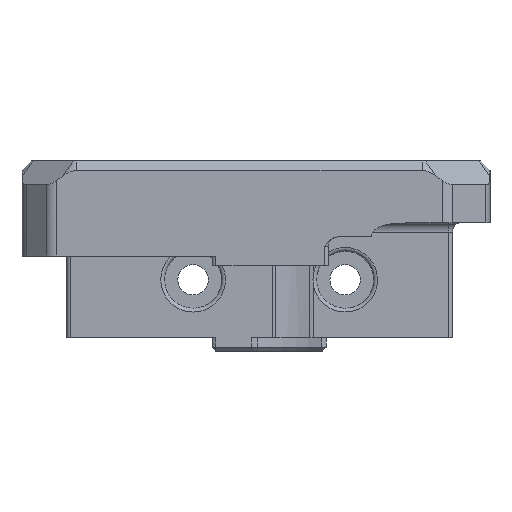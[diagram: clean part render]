
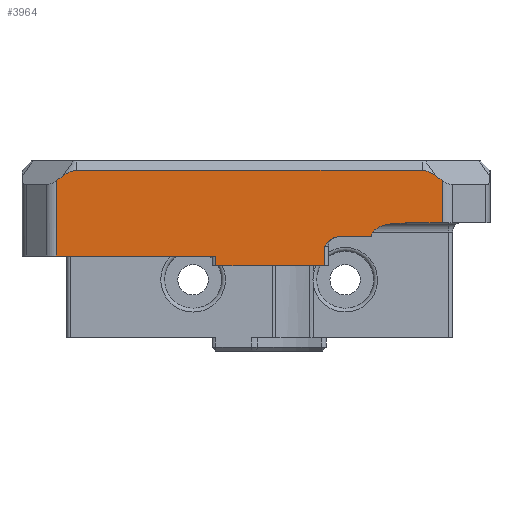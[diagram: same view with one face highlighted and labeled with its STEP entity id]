
A CAD part, left-side view. The second image highlights one B-rep face of the part: STEP entity #3964.
In plain terms, the highlighted planar face has unit normal (-1, 0, 0).
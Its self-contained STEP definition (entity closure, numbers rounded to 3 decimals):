
#66=(
BOUNDED_CURVE()
B_SPLINE_CURVE(2,(#6101,#6102,#6103),.UNSPECIFIED.,.F.,.F.)
B_SPLINE_CURVE_WITH_KNOTS((3,3),(0.956,1.312),
 .UNSPECIFIED.)
CURVE()
GEOMETRIC_REPRESENTATION_ITEM()
RATIONAL_B_SPLINE_CURVE((1.,1.273,1.342))
REPRESENTATION_ITEM('')
);
#67=(
BOUNDED_CURVE()
B_SPLINE_CURVE(2,(#6107,#6108,#6109),.UNSPECIFIED.,.F.,.F.)
B_SPLINE_CURVE_WITH_KNOTS((3,3),(2.231,2.797),
 .UNSPECIFIED.)
CURVE()
GEOMETRIC_REPRESENTATION_ITEM()
RATIONAL_B_SPLINE_CURVE((1.,1.367,1.548))
REPRESENTATION_ITEM('')
);
#99=PLANE('',#4237);
#211=B_SPLINE_CURVE_WITH_KNOTS('',3,(#6084,#6085,#6086,#6087,#6088,#6089,
#6090,#6091,#6092,#6093,#6094,#6095),.UNSPECIFIED.,.F.,.F.,(4,2,2,2,2,4),
(1.07,1.27,1.47,1.553,1.581,
1.606),.UNSPECIFIED.);
#212=B_SPLINE_CURVE_WITH_KNOTS('',3,(#6122,#6123,#6124,#6125,#6126,#6127,
#6128,#6129),.UNSPECIFIED.,.F.,.F.,(4,2,2,4),(-0.166,-0.132,
-0.096,0.),.UNSPECIFIED.);
#241=FACE_OUTER_BOUND('',#474,.T.);
#474=EDGE_LOOP('',(#2719,#2720,#2721,#2722,#2723,#2724,#2725,#2726,#2727,
#2728,#2729,#2730,#2731,#2732,#2733));
#716=LINE('',#5993,#1080);
#727=LINE('',#6079,#1091);
#728=LINE('',#6097,#1092);
#729=LINE('',#6099,#1093);
#730=LINE('',#6105,#1094);
#731=LINE('',#6111,#1095);
#732=LINE('',#6113,#1096);
#733=LINE('',#6115,#1097);
#734=LINE('',#6117,#1098);
#735=LINE('',#6119,#1099);
#736=LINE('',#6121,#1100);
#1080=VECTOR('',#4691,10.);
#1091=VECTOR('',#4734,10.);
#1092=VECTOR('',#4741,10.);
#1093=VECTOR('',#4742,10.);
#1094=VECTOR('',#4743,10.);
#1095=VECTOR('',#4744,10.);
#1096=VECTOR('',#4745,10.);
#1097=VECTOR('',#4746,10.);
#1098=VECTOR('',#4747,10.);
#1099=VECTOR('',#4748,10.);
#1100=VECTOR('',#4749,10.);
#1667=VERTEX_POINT('',#5990);
#1668=VERTEX_POINT('',#5992);
#1690=VERTEX_POINT('',#6076);
#1691=VERTEX_POINT('',#6078);
#1693=VERTEX_POINT('',#6096);
#1694=VERTEX_POINT('',#6098);
#1695=VERTEX_POINT('',#6100);
#1696=VERTEX_POINT('',#6104);
#1697=VERTEX_POINT('',#6106);
#1698=VERTEX_POINT('',#6110);
#1699=VERTEX_POINT('',#6112);
#1700=VERTEX_POINT('',#6114);
#1701=VERTEX_POINT('',#6116);
#1702=VERTEX_POINT('',#6118);
#1703=VERTEX_POINT('',#6120);
#2059=EDGE_CURVE('',#1668,#1667,#716,.T.);
#2087=EDGE_CURVE('',#1690,#1691,#727,.F.);
#2090=EDGE_CURVE('',#1691,#1667,#211,.T.);
#2091=EDGE_CURVE('',#1693,#1690,#728,.T.);
#2092=EDGE_CURVE('',#1693,#1694,#729,.T.);
#2093=EDGE_CURVE('',#1695,#1694,#66,.T.);
#2094=EDGE_CURVE('',#1696,#1695,#730,.T.);
#2095=EDGE_CURVE('',#1696,#1697,#67,.T.);
#2096=EDGE_CURVE('',#1698,#1697,#731,.T.);
#2097=EDGE_CURVE('',#1698,#1699,#732,.T.);
#2098=EDGE_CURVE('',#1699,#1700,#733,.T.);
#2099=EDGE_CURVE('',#1701,#1700,#734,.T.);
#2100=EDGE_CURVE('',#1702,#1701,#735,.T.);
#2101=EDGE_CURVE('',#1703,#1702,#736,.T.);
#2102=EDGE_CURVE('',#1668,#1703,#212,.T.);
#2719=ORIENTED_EDGE('',*,*,#2059,.T.);
#2720=ORIENTED_EDGE('',*,*,#2090,.F.);
#2721=ORIENTED_EDGE('',*,*,#2087,.F.);
#2722=ORIENTED_EDGE('',*,*,#2091,.F.);
#2723=ORIENTED_EDGE('',*,*,#2092,.T.);
#2724=ORIENTED_EDGE('',*,*,#2093,.F.);
#2725=ORIENTED_EDGE('',*,*,#2094,.F.);
#2726=ORIENTED_EDGE('',*,*,#2095,.T.);
#2727=ORIENTED_EDGE('',*,*,#2096,.F.);
#2728=ORIENTED_EDGE('',*,*,#2097,.T.);
#2729=ORIENTED_EDGE('',*,*,#2098,.T.);
#2730=ORIENTED_EDGE('',*,*,#2099,.F.);
#2731=ORIENTED_EDGE('',*,*,#2100,.F.);
#2732=ORIENTED_EDGE('',*,*,#2101,.F.);
#2733=ORIENTED_EDGE('',*,*,#2102,.F.);
#3964=ADVANCED_FACE('',(#241),#99,.F.);
#4237=AXIS2_PLACEMENT_3D('',#6083,#4739,#4740);
#4691=DIRECTION('',(0.,-1.,0.));
#4734=DIRECTION('',(0.,-1.,0.));
#4739=DIRECTION('center_axis',(1.,0.,0.));
#4740=DIRECTION('ref_axis',(0.,-1.,0.));
#4741=DIRECTION('',(0.,0.,-1.));
#4742=DIRECTION('',(0.,0.816,0.577));
#4743=DIRECTION('',(0.,-1.,0.));
#4744=DIRECTION('',(0.,-0.816,0.577));
#4745=DIRECTION('',(0.,0.,-1.));
#4746=DIRECTION('',(0.,-1.,0.));
#4747=DIRECTION('',(0.,0.,1.));
#4748=DIRECTION('',(0.,1.,0.));
#4749=DIRECTION('',(0.,0.,-1.));
#5990=CARTESIAN_POINT('',(21.95,66.235,-26.));
#5992=CARTESIAN_POINT('',(21.95,69.818,-26.));
#5993=CARTESIAN_POINT('',(21.95,78.65,-26.));
#6076=CARTESIAN_POINT('',(21.95,58.775,-24.5));
#6078=CARTESIAN_POINT('',(21.95,61.26,-24.5));
#6079=CARTESIAN_POINT('',(21.95,80.69,-24.5));
#6083=CARTESIAN_POINT('Origin',(21.95,83.,-9.));
#6084=CARTESIAN_POINT('Ctrl Pts',(21.95,61.26,-24.5));
#6085=CARTESIAN_POINT('Ctrl Pts',(21.95,61.927,-24.5));
#6086=CARTESIAN_POINT('Ctrl Pts',(21.95,62.657,-24.49));
#6087=CARTESIAN_POINT('Ctrl Pts',(21.95,64.087,-24.567));
#6088=CARTESIAN_POINT('Ctrl Pts',(21.95,64.787,-24.65));
#6089=CARTESIAN_POINT('Ctrl Pts',(21.95,65.635,-25.059));
#6090=CARTESIAN_POINT('Ctrl Pts',(21.95,65.905,-25.249));
#6091=CARTESIAN_POINT('Ctrl Pts',(21.95,66.115,-25.552));
#6092=CARTESIAN_POINT('Ctrl Pts',(21.95,66.166,-25.652));
#6093=CARTESIAN_POINT('Ctrl Pts',(21.95,66.219,-25.819));
#6094=CARTESIAN_POINT('Ctrl Pts',(21.95,66.235,-25.917));
#6095=CARTESIAN_POINT('Ctrl Pts',(21.95,66.235,-26.));
#6096=CARTESIAN_POINT('',(21.95,58.775,-20.061));
#6097=CARTESIAN_POINT('',(21.95,58.775,-9.));
#6098=CARTESIAN_POINT('',(21.95,59.396,-19.621));
#6099=CARTESIAN_POINT('',(21.95,70.698,-11.629));
#6100=CARTESIAN_POINT('',(21.95,60.896,-19.));
#6101=CARTESIAN_POINT('Ctrl Pts',(21.95,60.896,-19.));
#6102=CARTESIAN_POINT('Ctrl Pts',(21.95,60.275,-19.));
#6103=CARTESIAN_POINT('Ctrl Pts',(21.95,59.396,-19.621));
#6104=CARTESIAN_POINT('',(21.95,97.257,-19.));
#6105=CARTESIAN_POINT('',(21.95,77.25,-19.));
#6106=CARTESIAN_POINT('',(21.95,98.757,-19.621));
#6107=CARTESIAN_POINT('Ctrl Pts',(21.95,97.257,-19.));
#6108=CARTESIAN_POINT('Ctrl Pts',(21.95,97.879,-19.));
#6109=CARTESIAN_POINT('Ctrl Pts',(21.95,98.757,-19.621));
#6110=CARTESIAN_POINT('',(21.95,99.379,-20.061));
#6111=CARTESIAN_POINT('',(21.95,100.843,-21.096));
#6112=CARTESIAN_POINT('',(21.95,99.379,-28.));
#6113=CARTESIAN_POINT('',(21.95,99.379,-59.));
#6114=CARTESIAN_POINT('',(21.95,82.6,-28.));
#6115=CARTESIAN_POINT('',(21.95,86.322,-28.));
#6116=CARTESIAN_POINT('',(21.95,82.6,-29.));
#6117=CARTESIAN_POINT('',(21.95,82.6,-18.5));
#6118=CARTESIAN_POINT('',(21.95,71.16,-29.));
#6119=CARTESIAN_POINT('',(21.95,66.627,-29.));
#6120=CARTESIAN_POINT('',(21.95,71.16,-27.));
#6121=CARTESIAN_POINT('',(21.95,71.16,-30.1));
#6122=CARTESIAN_POINT('Ctrl Pts',(21.95,69.818,-26.));
#6123=CARTESIAN_POINT('Ctrl Pts',(21.95,69.93,-26.));
#6124=CARTESIAN_POINT('Ctrl Pts',(21.95,70.062,-26.022));
#6125=CARTESIAN_POINT('Ctrl Pts',(21.95,70.281,-26.093));
#6126=CARTESIAN_POINT('Ctrl Pts',(21.95,70.409,-26.158));
#6127=CARTESIAN_POINT('Ctrl Pts',(21.95,70.77,-26.411));
#6128=CARTESIAN_POINT('Ctrl Pts',(21.95,70.988,-26.729));
#6129=CARTESIAN_POINT('Ctrl Pts',(21.95,71.16,-27.));
